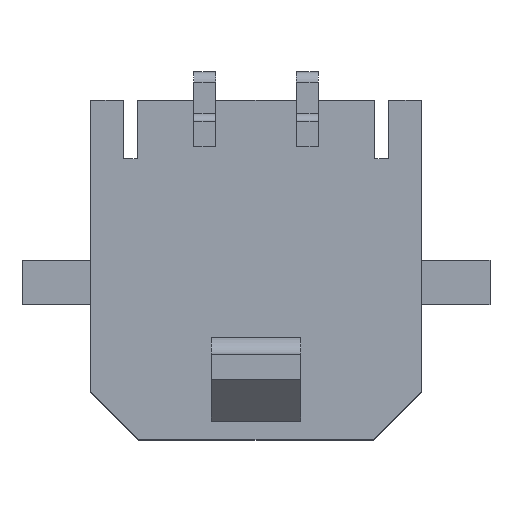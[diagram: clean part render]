
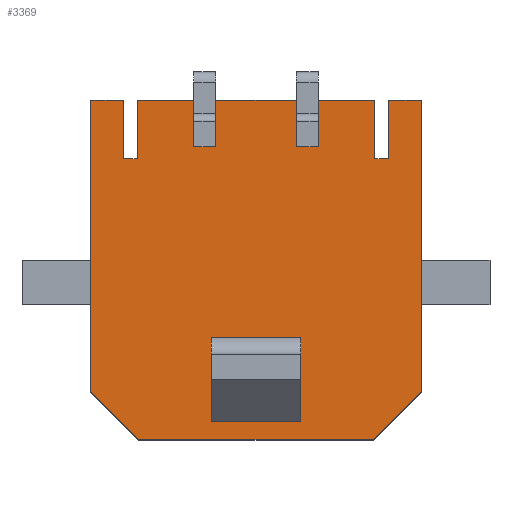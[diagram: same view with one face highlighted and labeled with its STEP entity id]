
A CAD part, top view. The second image highlights one B-rep face of the part: STEP entity #3369.
In plain terms, the highlighted planar face has unit normal (0, 0, 1).
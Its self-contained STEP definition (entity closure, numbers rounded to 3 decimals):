
#122=FACE_OUTER_BOUND('',#311,.T.);
#311=EDGE_LOOP('',(#2594,#2595,#2596,#2597,#2598,#2599,#2600,#2601,#2602,
#2603,#2604,#2605,#2606,#2607,#2608,#2609,#2610,#2611,#2612,#2613,#2614,
#2615));
#458=LINE('',#4635,#917);
#519=LINE('',#4764,#978);
#535=LINE('',#4794,#994);
#549=LINE('',#4820,#1008);
#630=LINE('',#4985,#1089);
#642=LINE('',#5007,#1101);
#659=LINE('',#5042,#1118);
#679=LINE('',#5078,#1138);
#681=LINE('',#5082,#1140);
#683=LINE('',#5086,#1142);
#701=LINE('',#5120,#1160);
#709=LINE('',#5134,#1168);
#711=LINE('',#5138,#1170);
#712=LINE('',#5139,#1171);
#713=LINE('',#5140,#1172);
#714=LINE('',#5141,#1173);
#715=LINE('',#5142,#1174);
#716=LINE('',#5143,#1175);
#717=LINE('',#5144,#1176);
#718=LINE('',#5146,#1177);
#719=LINE('',#5148,#1178);
#720=LINE('',#5149,#1179);
#917=VECTOR('',#3753,1.);
#978=VECTOR('',#3836,1.);
#994=VECTOR('',#3854,1.);
#1008=VECTOR('',#3874,1.);
#1089=VECTOR('',#4007,1.);
#1101=VECTOR('',#4021,1.);
#1118=VECTOR('',#4058,1.);
#1138=VECTOR('',#4084,1.);
#1140=VECTOR('',#4088,1.);
#1142=VECTOR('',#4092,1.);
#1160=VECTOR('',#4134,1.);
#1168=VECTOR('',#4144,1.);
#1170=VECTOR('',#4148,1.);
#1171=VECTOR('',#4149,1.);
#1172=VECTOR('',#4150,1.);
#1173=VECTOR('',#4151,1.);
#1174=VECTOR('',#4152,1.);
#1175=VECTOR('',#4153,1.);
#1176=VECTOR('',#4154,1.);
#1177=VECTOR('',#4155,1.);
#1178=VECTOR('',#4156,1.);
#1179=VECTOR('',#4157,1.);
#1372=VERTEX_POINT('',#4631);
#1374=VERTEX_POINT('',#4634);
#1429=VERTEX_POINT('',#4760);
#1431=VERTEX_POINT('',#4763);
#1444=VERTEX_POINT('',#4792);
#1452=VERTEX_POINT('',#4817);
#1453=VERTEX_POINT('',#4819);
#1510=VERTEX_POINT('',#4982);
#1511=VERTEX_POINT('',#4984);
#1527=VERTEX_POINT('',#5039);
#1528=VERTEX_POINT('',#5041);
#1540=VERTEX_POINT('',#5075);
#1541=VERTEX_POINT('',#5077);
#1542=VERTEX_POINT('',#5081);
#1543=VERTEX_POINT('',#5085);
#1546=VERTEX_POINT('',#5117);
#1547=VERTEX_POINT('',#5119);
#1551=VERTEX_POINT('',#5131);
#1552=VERTEX_POINT('',#5133);
#1553=VERTEX_POINT('',#5137);
#1554=VERTEX_POINT('',#5145);
#1555=VERTEX_POINT('',#5147);
#1692=EDGE_CURVE('',#1372,#1374,#458,.T.);
#1753=EDGE_CURVE('',#1431,#1429,#519,.T.);
#1769=EDGE_CURVE('',#1444,#1429,#535,.T.);
#1783=EDGE_CURVE('',#1453,#1452,#549,.T.);
#1864=EDGE_CURVE('',#1510,#1511,#630,.T.);
#1876=EDGE_CURVE('',#1452,#1511,#642,.T.);
#1893=EDGE_CURVE('',#1528,#1527,#659,.T.);
#1913=EDGE_CURVE('',#1540,#1541,#679,.T.);
#1915=EDGE_CURVE('',#1541,#1542,#681,.T.);
#1917=EDGE_CURVE('',#1543,#1542,#683,.T.);
#1935=EDGE_CURVE('',#1547,#1546,#701,.T.);
#1943=EDGE_CURVE('',#1551,#1552,#709,.T.);
#1945=EDGE_CURVE('',#1553,#1372,#711,.T.);
#1946=EDGE_CURVE('',#1547,#1553,#712,.T.);
#1947=EDGE_CURVE('',#1552,#1546,#713,.T.);
#1948=EDGE_CURVE('',#1543,#1551,#714,.T.);
#1949=EDGE_CURVE('',#1528,#1540,#715,.T.);
#1950=EDGE_CURVE('',#1527,#1453,#716,.T.);
#1951=EDGE_CURVE('',#1431,#1510,#717,.T.);
#1952=EDGE_CURVE('',#1554,#1444,#718,.T.);
#1953=EDGE_CURVE('',#1555,#1554,#719,.T.);
#1954=EDGE_CURVE('',#1555,#1374,#720,.T.);
#2594=ORIENTED_EDGE('',*,*,#1945,.F.);
#2595=ORIENTED_EDGE('',*,*,#1946,.F.);
#2596=ORIENTED_EDGE('',*,*,#1935,.T.);
#2597=ORIENTED_EDGE('',*,*,#1947,.F.);
#2598=ORIENTED_EDGE('',*,*,#1943,.F.);
#2599=ORIENTED_EDGE('',*,*,#1948,.F.);
#2600=ORIENTED_EDGE('',*,*,#1917,.T.);
#2601=ORIENTED_EDGE('',*,*,#1915,.F.);
#2602=ORIENTED_EDGE('',*,*,#1913,.F.);
#2603=ORIENTED_EDGE('',*,*,#1949,.F.);
#2604=ORIENTED_EDGE('',*,*,#1893,.T.);
#2605=ORIENTED_EDGE('',*,*,#1950,.T.);
#2606=ORIENTED_EDGE('',*,*,#1783,.T.);
#2607=ORIENTED_EDGE('',*,*,#1876,.T.);
#2608=ORIENTED_EDGE('',*,*,#1864,.F.);
#2609=ORIENTED_EDGE('',*,*,#1951,.F.);
#2610=ORIENTED_EDGE('',*,*,#1753,.T.);
#2611=ORIENTED_EDGE('',*,*,#1769,.F.);
#2612=ORIENTED_EDGE('',*,*,#1952,.F.);
#2613=ORIENTED_EDGE('',*,*,#1953,.F.);
#2614=ORIENTED_EDGE('',*,*,#1954,.T.);
#2615=ORIENTED_EDGE('',*,*,#1692,.F.);
#3193=PLANE('',#3584);
#3369=ADVANCED_FACE('',(#122),#3193,.T.);
#3584=AXIS2_PLACEMENT_3D('',#5136,#4146,#4147);
#3753=DIRECTION('',(1.,0.,0.));
#3836=DIRECTION('',(0.,-1.,0.));
#3854=DIRECTION('',(1.,0.,0.));
#3874=DIRECTION('',(1.,0.,0.));
#4007=DIRECTION('',(0.,-1.,0.));
#4021=DIRECTION('',(0.707,0.707,0.));
#4058=DIRECTION('',(0.,-1.,0.));
#4084=DIRECTION('',(0.,-1.,0.));
#4088=DIRECTION('',(1.,0.,0.));
#4092=DIRECTION('',(0.,-1.,0.));
#4134=DIRECTION('',(0.,-1.,0.));
#4144=DIRECTION('',(0.,-1.,0.));
#4146=DIRECTION('center_axis',(0.,0.,1.));
#4147=DIRECTION('ref_axis',(0.,-1.,0.));
#4148=DIRECTION('',(0.,-1.,0.));
#4149=DIRECTION('',(1.,0.,0.));
#4150=DIRECTION('',(1.,0.,0.));
#4151=DIRECTION('',(1.,0.,0.));
#4152=DIRECTION('',(1.,0.,0.));
#4153=DIRECTION('',(0.707,-0.707,0.));
#4154=DIRECTION('',(1.,0.,0.));
#4155=DIRECTION('',(0.,-1.,0.));
#4156=DIRECTION('',(1.,0.,0.));
#4157=DIRECTION('',(0.,-1.,0.));
#4631=CARTESIAN_POINT('',(1.18,-1.52,4.4));
#4634=CARTESIAN_POINT('',(1.82,-1.52,4.4));
#4635=CARTESIAN_POINT('',(1.18,-1.52,4.4));
#4760=CARTESIAN_POINT('',(3.865,-1.87,4.4));
#4763=CARTESIAN_POINT('',(3.865,-0.17,4.4));
#4764=CARTESIAN_POINT('',(3.865,-0.17,4.4));
#4792=CARTESIAN_POINT('',(3.465,-1.87,4.4));
#4794=CARTESIAN_POINT('',(3.465,-1.87,4.4));
#4817=CARTESIAN_POINT('',(3.425,-10.07,4.4));
#4819=CARTESIAN_POINT('',(-3.425,-10.07,4.4));
#4820=CARTESIAN_POINT('',(-3.425,-10.07,4.4));
#4982=CARTESIAN_POINT('',(4.825,-0.17,4.4));
#4984=CARTESIAN_POINT('',(4.825,-8.67,4.4));
#4985=CARTESIAN_POINT('',(4.825,-0.17,4.4));
#5007=CARTESIAN_POINT('',(3.425,-10.07,4.4));
#5039=CARTESIAN_POINT('',(-4.825,-8.67,4.4));
#5041=CARTESIAN_POINT('',(-4.825,-0.17,4.4));
#5042=CARTESIAN_POINT('',(-4.825,-0.17,4.4));
#5075=CARTESIAN_POINT('',(-3.865,-0.17,4.4));
#5077=CARTESIAN_POINT('',(-3.865,-1.87,4.4));
#5078=CARTESIAN_POINT('',(-3.865,-0.17,4.4));
#5081=CARTESIAN_POINT('',(-3.465,-1.87,4.4));
#5082=CARTESIAN_POINT('',(-3.865,-1.87,4.4));
#5085=CARTESIAN_POINT('',(-3.465,-0.17,4.4));
#5086=CARTESIAN_POINT('',(-3.465,-0.17,4.4));
#5117=CARTESIAN_POINT('',(-1.18,-1.52,4.4));
#5119=CARTESIAN_POINT('',(-1.18,-0.17,4.4));
#5120=CARTESIAN_POINT('',(-1.18,-0.17,4.4));
#5131=CARTESIAN_POINT('',(-1.82,-0.17,4.4));
#5133=CARTESIAN_POINT('',(-1.82,-1.52,4.4));
#5134=CARTESIAN_POINT('',(-1.82,-0.17,4.4));
#5136=CARTESIAN_POINT('Origin',(-4.825,-0.17,4.4));
#5137=CARTESIAN_POINT('',(1.18,-0.17,4.4));
#5138=CARTESIAN_POINT('',(1.18,-0.17,4.4));
#5139=CARTESIAN_POINT('',(-1.18,-0.17,4.4));
#5140=CARTESIAN_POINT('',(-1.82,-1.52,4.4));
#5141=CARTESIAN_POINT('',(-3.465,-0.17,4.4));
#5142=CARTESIAN_POINT('',(-4.825,-0.17,4.4));
#5143=CARTESIAN_POINT('',(-4.825,-8.67,4.4));
#5144=CARTESIAN_POINT('',(3.865,-0.17,4.4));
#5145=CARTESIAN_POINT('',(3.465,-0.17,4.4));
#5146=CARTESIAN_POINT('',(3.465,-0.17,4.4));
#5147=CARTESIAN_POINT('',(1.82,-0.17,4.4));
#5148=CARTESIAN_POINT('',(1.82,-0.17,4.4));
#5149=CARTESIAN_POINT('',(1.82,-0.17,4.4));
